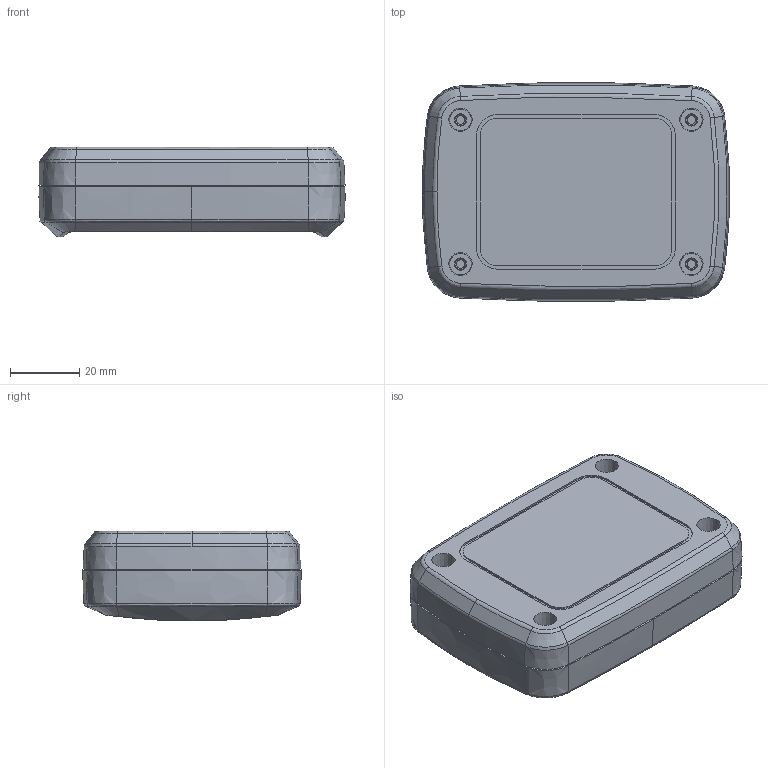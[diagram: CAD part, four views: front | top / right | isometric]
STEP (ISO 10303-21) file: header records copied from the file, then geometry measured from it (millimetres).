
FILE_DESCRIPTION (( 'STEP AP214' ), '1' );
FILE_NAME ('1908.STEP', '2015-08-19T01:46:25', ( 'AsusUser' ), ( '' ), 'SwSTEP 2.0', 'SolidWorks 2014', '' );
FILE_SCHEMA (( 'AUTOMOTIVE_DESIGN' ));
Length unit declared in the file: millimetre
Products named in the file (1): 1908
Bounding box: 88.2 x 62.98 x 25.9 mm (x, y, z)
Volume: 33856.5 mm3; surface area: 36571.4 mm2
Topology: 2 solids, 2 shells, 327 faces, 806 edges, 514 vertices
Faces by surface type: cylinder 120, plane 71, bspline 70, cone 66
Entity records: 14412 total; most frequent: CARTESIAN_POINT 6909, ORIENTED_EDGE 1612, DIRECTION 1491, EDGE_CURVE 806, AXIS2_PLACEMENT_3D 608, VERTEX_POINT 514, EDGE_LOOP 366, CIRCLE 350
